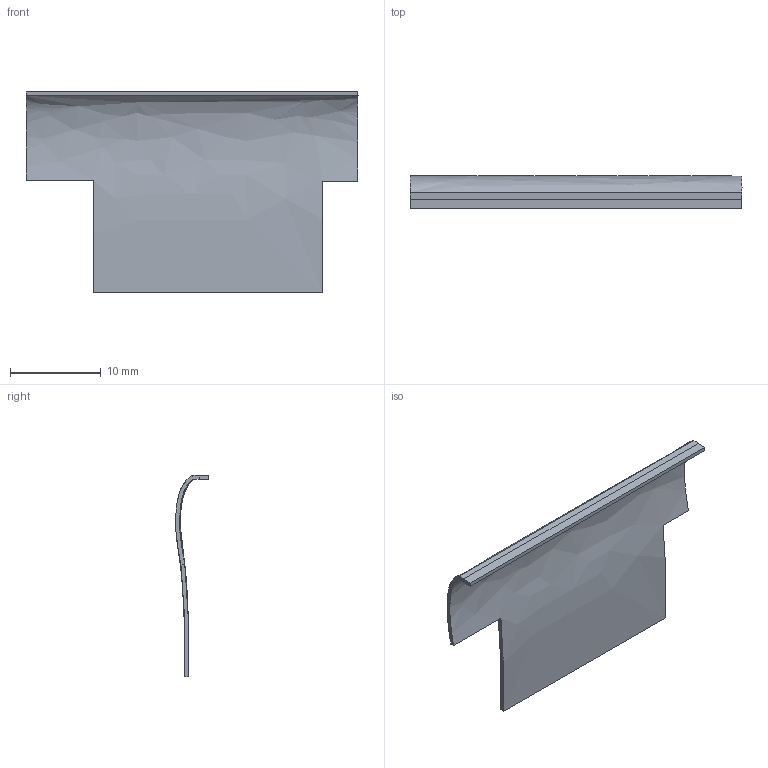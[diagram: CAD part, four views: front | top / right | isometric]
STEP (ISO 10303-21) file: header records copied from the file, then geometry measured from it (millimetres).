
FILE_DESCRIPTION(/* description */ (''),/* implementation_level */ '2;1');
FILE_NAME(/* name */ 'ER-TFT026-4_flex.step',/* time_stamp */ '2018-07-02T19:07:53+02:00',/* author */ (''),/* organization */ (''),/* preprocessor_version */ 'ST-DEVELOPER v17',/* originating_system */ 'Autodesk Translation Framework v7.1.0.215',/* authorisation */ '');
FILE_SCHEMA (('AUTOMOTIVE_DESIGN { 1 0 10303 214 3 1 1 }'));
Length unit declared in the file: millimetre
Products named in the file (1): display_flex
Bounding box: 36.57 x 3.6 x 22.21 mm (x, y, z)
Volume: 317.4 mm3; surface area: 1576.2 mm2
Topology: 2 solids, 2 shells, 22 faces, 62 edges, 44 vertices
Faces by surface type: plane 18, bspline 4
Entity records: 973 total; most frequent: CARTESIAN_POINT 421, ORIENTED_EDGE 124, DIRECTION 72, EDGE_CURVE 62, VERTEX_POINT 44, LINE 34, VECTOR 34, B_SPLINE_CURVE_WITH_KNOTS 28
